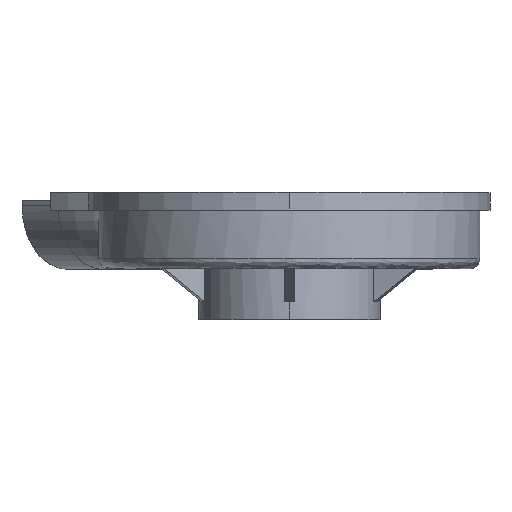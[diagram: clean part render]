
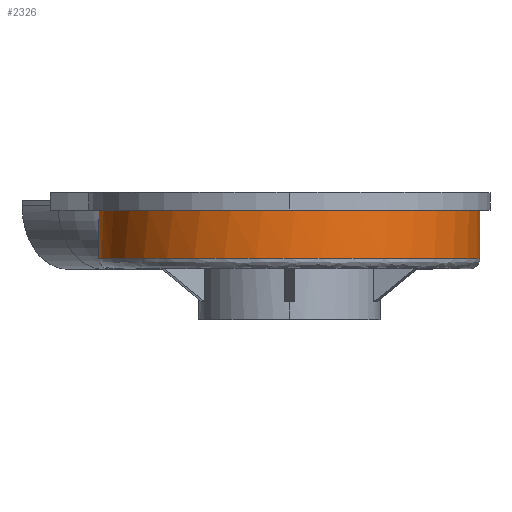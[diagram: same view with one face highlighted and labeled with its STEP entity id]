
A CAD part, top view. The second image highlights one B-rep face of the part: STEP entity #2326.
In plain terms, the highlighted cylindrical face has radius 37.5 mm (diameter 75 mm), a partial arc.
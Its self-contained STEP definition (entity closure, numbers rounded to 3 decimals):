
#81 = CARTESIAN_POINT ( 'NONE',  ( -40.077, 23.3, -1.793 ) ) ;
#120 = CARTESIAN_POINT ( 'NONE',  ( 35.025, 32.8, -2.475 ) ) ;
#137 = CARTESIAN_POINT ( 'NONE',  ( 15.693, 23.3, 30.455 ) ) ;
#139 = CARTESIAN_POINT ( 'NONE',  ( -36.056, 31.916, -19.165 ) ) ;
#158 = CARTESIAN_POINT ( 'NONE',  ( 7.76, 23.3, 33.714 ) ) ;
#184 = CARTESIAN_POINT ( 'NONE',  ( -38.945, 23.3, 6.708 ) ) ;
#397 = FACE_OUTER_BOUND ( 'NONE', #7508, .T. ) ;
#430 = DIRECTION ( 'NONE',  ( 0., -1., 0. ) ) ;
#466 = ORIENTED_EDGE ( 'NONE', *, *, #4531, .F. ) ;
#584 = LINE ( 'NONE', #1858, #2354 ) ;
#645 = ORIENTED_EDGE ( 'NONE', *, *, #1277, .T. ) ;
#663 = DIRECTION ( 'NONE',  ( 0., -1., 0. ) ) ;
#712 = CARTESIAN_POINT ( 'NONE',  ( -9.261, 23.3, 34.516 ) ) ;
#736 = CARTESIAN_POINT ( 'NONE',  ( -14.787, 23.3, 33.062 ) ) ;
#979 = CARTESIAN_POINT ( 'NONE',  ( -34.313, 23.944, -22.29 ) ) ;
#1277 = EDGE_CURVE ( 'NONE', #3496, #3444, #1420, .T. ) ;
#1318 = CARTESIAN_POINT ( 'NONE',  ( -38.137, 23.3, 9.468 ) ) ;
#1374 = CARTESIAN_POINT ( 'NONE',  ( -2.475, 32.8, -2.475 ) ) ;
#1391 = CARTESIAN_POINT ( 'NONE',  ( 29.915, 23.3, 16.638 ) ) ;
#1420 = B_SPLINE_CURVE_WITH_KNOTS ( 'NONE', 3,
 ( #4925, #6082, #3090, #5500, #6133, #81, #2487, #184, #1318, #7212, #1960, #4873, #2569, #3761, #1933, #5474, #736, #712, #5446, #5525, #4815, #158, #1914, #137, #2593, #6058, #2515, #6106, #1391, #3116, #7271, #1885, #3059, #1986 ),
 .UNSPECIFIED., .F., .F.,
 ( 4, 2, 2, 2, 2, 2, 2, 2, 2, 2, 2, 2, 2, 2, 2, 2, 4 ),
 ( 0., 0.063, 0.125, 0.187, 0.25, 0.312, 0.375, 0.437, 0.5, 0.562, 0.625, 0.687, 0.75, 0.813, 0.875, 0.938, 1. ),
 .UNSPECIFIED. ) ;
#1601 = CARTESIAN_POINT ( 'NONE',  ( -35.589, 28.07, -20.075 ) ) ;
#1858 = CARTESIAN_POINT ( 'NONE',  ( 35.025, 48.3, -2.475 ) ) ;
#1885 = CARTESIAN_POINT ( 'NONE',  ( 34.697, 23.3, 3.238 ) ) ;
#1914 = CARTESIAN_POINT ( 'NONE',  ( 10.495, 23.3, 32.827 ) ) ;
#1933 = CARTESIAN_POINT ( 'NONE',  ( -22.517, 23.3, 29.348 ) ) ;
#1960 = CARTESIAN_POINT ( 'NONE',  ( -34.504, 23.3, 17.237 ) ) ;
#1986 = CARTESIAN_POINT ( 'NONE',  ( 35.025, 23.3, -2.475 ) ) ;
#1987 = CARTESIAN_POINT ( 'NONE',  ( -36.082, 32.8, -19.113 ) ) ;
#2105 = AXIS2_PLACEMENT_3D ( 'NONE', #1374, #3127, #6113 ) ;
#2251 = CARTESIAN_POINT ( 'NONE',  ( -34.749, 24.988, -21.572 ) ) ;
#2326 = ADVANCED_FACE ( 'NONE', ( #397 ), #2837, .T. ) ;
#2354 = VECTOR ( 'NONE', #663, 1000. ) ;
#2487 = CARTESIAN_POINT ( 'NONE',  ( -39.915, 23.3, 1.078 ) ) ;
#2515 = CARTESIAN_POINT ( 'NONE',  ( 24.743, 23.3, 23.479 ) ) ;
#2568 = B_SPLINE_CURVE_WITH_KNOTS ( 'NONE', 3,
 ( #1987, #139, #6369, #5765, #3402, #6973, #1601, #7004, #6946, #2251, #5818, #979, #7571, #3424 ),
 .UNSPECIFIED., .F., .F.,
 ( 4, 2, 2, 2, 2, 2, 4 ),
 ( 0.001, 0.004, 0.005, 0.006, 0.009, 0.01, 0.012 ),
 .UNSPECIFIED. ) ;
#2569 = CARTESIAN_POINT ( 'NONE',  ( -29.206, 23.3, 23.98 ) ) ;
#2593 = CARTESIAN_POINT ( 'NONE',  ( 18.155, 23.3, 28.97 ) ) ;
#2772 = CARTESIAN_POINT ( 'NONE',  ( -35.112, 23.3, -20.944 ) ) ;
#2798 = CARTESIAN_POINT ( 'NONE',  ( -33.981, 23.3, -22.812 ) ) ;
#2837 = CYLINDRICAL_SURFACE ( 'NONE', #6920, 37.5 ) ;
#3028 = CARTESIAN_POINT ( 'NONE',  ( -35.112, 23.3, -20.944 ) ) ;
#3030 = EDGE_CURVE ( 'NONE', #6874, #3444, #584, .T. ) ;
#3059 = CARTESIAN_POINT ( 'NONE',  ( 35.025, 23.3, 0.382 ) ) ;
#3090 = CARTESIAN_POINT ( 'NONE',  ( -37.64, 23.3, -15.81 ) ) ;
#3116 = CARTESIAN_POINT ( 'NONE',  ( 32.436, 23.3, 11.511 ) ) ;
#3127 = DIRECTION ( 'NONE',  ( 0., 1., 0. ) ) ;
#3161 = ORIENTED_EDGE ( 'NONE', *, *, #6589, .F. ) ;
#3327 = EDGE_CURVE ( 'NONE', #6036, #7654, #2568, .T. ) ;
#3402 = CARTESIAN_POINT ( 'NONE',  ( -35.797, 29.327, -19.677 ) ) ;
#3424 = CARTESIAN_POINT ( 'NONE',  ( -33.981, 23.3, -22.812 ) ) ;
#3444 = VERTEX_POINT ( 'NONE', #3446 ) ;
#3446 = CARTESIAN_POINT ( 'NONE',  ( 35.025, 23.3, -2.475 ) ) ;
#3496 = VERTEX_POINT ( 'NONE', #3028 ) ;
#3761 = CARTESIAN_POINT ( 'NONE',  ( -24.89, 23.3, 27.724 ) ) ;
#3803 = CARTESIAN_POINT ( 'NONE',  ( -33.981, 23.3, -22.812 ) ) ;
#4531 = EDGE_CURVE ( 'NONE', #3496, #7654, #7557, .T. ) ;
#4569 = CIRCLE ( 'NONE', #2105, 37.5 ) ;
#4815 = CARTESIAN_POINT ( 'NONE',  ( 2.16, 23.3, 34.847 ) ) ;
#4873 = CARTESIAN_POINT ( 'NONE',  ( -31.149, 23.3, 21.861 ) ) ;
#4925 = CARTESIAN_POINT ( 'NONE',  ( -35.112, 23.3, -20.944 ) ) ;
#5156 = DIRECTION ( 'NONE',  ( 0., 0., -1. ) ) ;
#5161 = CARTESIAN_POINT ( 'NONE',  ( -34.753, 23.3, -21.577 ) ) ;
#5446 = CARTESIAN_POINT ( 'NONE',  ( -6.416, 23.3, 34.927 ) ) ;
#5474 = CARTESIAN_POINT ( 'NONE',  ( -17.465, 23.3, 32.017 ) ) ;
#5500 = CARTESIAN_POINT ( 'NONE',  ( -39.254, 23.3, -10.329 ) ) ;
#5525 = CARTESIAN_POINT ( 'NONE',  ( -0.705, 23.3, 35.092 ) ) ;
#5765 = CARTESIAN_POINT ( 'NONE',  ( -35.854, 29.755, -19.566 ) ) ;
#5818 = CARTESIAN_POINT ( 'NONE',  ( -34.611, 24.63, -21.804 ) ) ;
#6036 = VERTEX_POINT ( 'NONE', #7689 ) ;
#6058 = CARTESIAN_POINT ( 'NONE',  ( 22.68, 23.3, 25.483 ) ) ;
#6082 = CARTESIAN_POINT ( 'NONE',  ( -36.519, 23.3, -18.457 ) ) ;
#6106 = CARTESIAN_POINT ( 'NONE',  ( 28.36, 23.3, 19.057 ) ) ;
#6113 = DIRECTION ( 'NONE',  ( 0., 0., 1. ) ) ;
#6133 = CARTESIAN_POINT ( 'NONE',  ( -39.747, 23.3, -7.496 ) ) ;
#6349 = CARTESIAN_POINT ( 'NONE',  ( -2.475, 48.3, -2.475 ) ) ;
#6369 = CARTESIAN_POINT ( 'NONE',  ( -35.997, 31.044, -19.285 ) ) ;
#6589 = EDGE_CURVE ( 'NONE', #6036, #6874, #4569, .T. ) ;
#6861 = CARTESIAN_POINT ( 'NONE',  ( -34.376, 23.3, -22.2 ) ) ;
#6874 = VERTEX_POINT ( 'NONE', #120 ) ;
#6920 = AXIS2_PLACEMENT_3D ( 'NONE', #6349, #430, #5156 ) ;
#6946 = CARTESIAN_POINT ( 'NONE',  ( -35.127, 26.087, -20.923 ) ) ;
#6973 = CARTESIAN_POINT ( 'NONE',  ( -35.664, 28.483, -19.932 ) ) ;
#7004 = CARTESIAN_POINT ( 'NONE',  ( -35.334, 26.858, -20.549 ) ) ;
#7212 = CARTESIAN_POINT ( 'NONE',  ( -35.916, 23.3, 14.732 ) ) ;
#7271 = CARTESIAN_POINT ( 'NONE',  ( 33.403, 23.3, 8.803 ) ) ;
#7369 = ORIENTED_EDGE ( 'NONE', *, *, #3327, .T. ) ;
#7508 = EDGE_LOOP ( 'NONE', ( #3161, #7369, #466, #645, #7712 ) ) ;
#7557 = B_SPLINE_CURVE_WITH_KNOTS ( 'NONE', 3,
 ( #2772, #5161, #6861, #2798 ),
 .UNSPECIFIED., .F., .F.,
 ( 4, 4 ),
 ( 0., 0.371 ),
 .UNSPECIFIED. ) ;
#7571 = CARTESIAN_POINT ( 'NONE',  ( -34.153, 23.615, -22.545 ) ) ;
#7654 = VERTEX_POINT ( 'NONE', #3803 ) ;
#7689 = CARTESIAN_POINT ( 'NONE',  ( -36.082, 32.8, -19.113 ) ) ;
#7712 = ORIENTED_EDGE ( 'NONE', *, *, #3030, .F. ) ;
